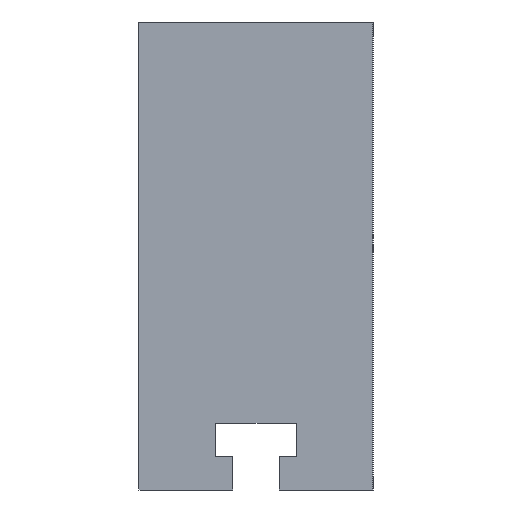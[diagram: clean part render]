
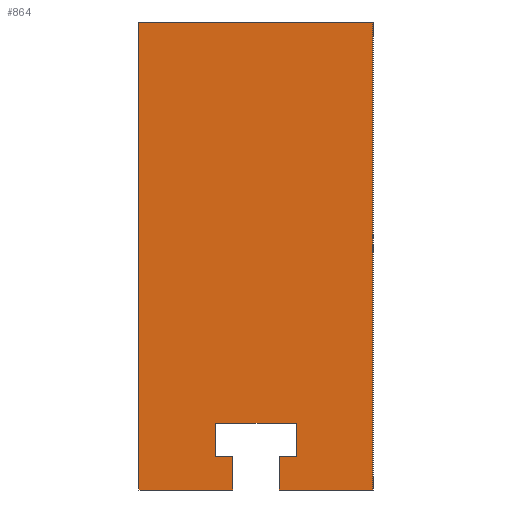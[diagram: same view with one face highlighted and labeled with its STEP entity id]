
A CAD part, left-side view. The second image highlights one B-rep face of the part: STEP entity #864.
In plain terms, the highlighted planar face has unit normal (-1, 0, 0).
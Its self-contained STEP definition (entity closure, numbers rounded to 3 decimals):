
#658=EDGE_CURVE('',#750,#718,#1903,.T.);
#718=VERTEX_POINT('',#1971);
#740=VERTEX_POINT('',#1994);
#750=VERTEX_POINT('',#2005);
#752=VERTEX_POINT('',#2007);
#794=VERTEX_POINT('',#2056);
#864=ADVANCED_FACE('',(#2132),#2133,.T.);
#906=VERTEX_POINT('',#2177);
#942=VERTEX_POINT('',#2214);
#950=EDGE_CURVE('',#794,#1136,#2223,.T.);
#986=EDGE_CURVE('',#752,#942,#2260,.T.);
#1010=EDGE_CURVE('',#1068,#1728,#2287,.T.);
#1068=VERTEX_POINT('',#2346);
#1136=VERTEX_POINT('',#2418);
#1196=EDGE_CURVE('',#740,#1290,#2485,.T.);
#1268=EDGE_CURVE('',#1286,#1068,#2564,.T.);
#1286=VERTEX_POINT('',#2583);
#1290=VERTEX_POINT('',#2587);
#1388=EDGE_CURVE('',#942,#740,#2691,.T.);
#1496=EDGE_CURVE('',#1728,#752,#2811,.T.);
#1552=EDGE_CURVE('',#906,#1286,#2871,.T.);
#1594=EDGE_CURVE('',#718,#906,#2923,.T.);
#1702=EDGE_CURVE('',#1290,#794,#3042,.T.);
#1728=VERTEX_POINT('',#3069);
#1732=EDGE_CURVE('',#750,#1136,#3073,.T.);
#1903=LINE('',#3257,#3258);
#1971=CARTESIAN_POINT('',(-20.,35.0,140.0));
#1994=CARTESIAN_POINT('',(-20.,-12.0,10.0));
#2005=CARTESIAN_POINT('',(-20.,-35.0,140.0));
#2007=CARTESIAN_POINT('',(-20.,12.0,20.0));
#2056=CARTESIAN_POINT('',(-20.,-7.0,0.0));
#2132=FACE_OUTER_BOUND('',#3568,.T.);
#2133=PLANE('',#3569);
#2177=CARTESIAN_POINT('',(-20.,35.0,0.0));
#2214=CARTESIAN_POINT('',(-20.,-12.0,20.0));
#2223=LINE('',#3733,#3734);
#2260=LINE('',#3801,#3802);
#2287=LINE('',#3836,#3837);
#2346=CARTESIAN_POINT('',(-20.,7.0,10.0));
#2418=CARTESIAN_POINT('',(-20.,-35.0,0.0));
#2485=LINE('',#4166,#4167);
#2564=LINE('',#4336,#4337);
#2583=CARTESIAN_POINT('',(-20.,7.0,0.0));
#2587=CARTESIAN_POINT('',(-20.,-7.0,10.0));
#2691=LINE('',#4552,#4553);
#2811=LINE('',#4744,#4745);
#2871=LINE('',#4832,#4833);
#2923=LINE('',#4903,#4904);
#3042=LINE('',#5081,#5082);
#3069=CARTESIAN_POINT('',(-20.,12.0,10.0));
#3073=LINE('',#5123,#5124);
#3257=CARTESIAN_POINT('',(-20.,-35.0,140.0));
#3258=VECTOR('',#5382,1.0);
#3568=EDGE_LOOP('',(#5651,#5652,#5653,#5654,#5655,#5656,#5657,#5658,#5659,#5660,#5661,#5662));
#3569=AXIS2_PLACEMENT_3D('',#5663,#5664,#5665);
#3733=CARTESIAN_POINT('',(-20.,-35.0,0.0));
#3734=VECTOR('',#5721,1.0);
#3801=CARTESIAN_POINT('',(-20.,14.0,20.0));
#3802=VECTOR('',#5738,1.0);
#3836=CARTESIAN_POINT('',(-20.,23.5,10.0));
#3837=VECTOR('',#5772,1.0);
#4166=CARTESIAN_POINT('',(-20.,14.0,10.0));
#4167=VECTOR('',#5930,1.0);
#4336=CARTESIAN_POINT('',(-20.,7.0,40.0));
#4337=VECTOR('',#6010,1.0);
#4552=CARTESIAN_POINT('',(-20.,-12.0,45.0));
#4553=VECTOR('',#6103,1.0);
#4744=CARTESIAN_POINT('',(-20.,12.0,42.5));
#4745=VECTOR('',#6215,1.0);
#4832=CARTESIAN_POINT('',(-20.,-35.0,0.0));
#4833=VECTOR('',#6269,1.0);
#4903=CARTESIAN_POINT('',(-20.,35.0,70.0));
#4904=VECTOR('',#6378,1.0);
#5081=CARTESIAN_POINT('',(-20.,-7.0,35.0));
#5082=VECTOR('',#6509,1.0);
#5123=CARTESIAN_POINT('',(-20.,-35.0,70.0));
#5124=VECTOR('',#6525,1.0);
#5382=DIRECTION('',(0.0,1.0,0.0));
#5651=ORIENTED_EDGE('',*,*,#1388,.T.);
#5652=ORIENTED_EDGE('',*,*,#1196,.T.);
#5653=ORIENTED_EDGE('',*,*,#1702,.T.);
#5654=ORIENTED_EDGE('',*,*,#950,.T.);
#5655=ORIENTED_EDGE('',*,*,#1732,.F.);
#5656=ORIENTED_EDGE('',*,*,#658,.T.);
#5657=ORIENTED_EDGE('',*,*,#1594,.T.);
#5658=ORIENTED_EDGE('',*,*,#1552,.T.);
#5659=ORIENTED_EDGE('',*,*,#1268,.T.);
#5660=ORIENTED_EDGE('',*,*,#1010,.T.);
#5661=ORIENTED_EDGE('',*,*,#1496,.T.);
#5662=ORIENTED_EDGE('',*,*,#986,.T.);
#5663=CARTESIAN_POINT('',(-20.,35.0,70.0));
#5664=DIRECTION('',(-1.0,0.0,0.0));
#5665=DIRECTION('',(0.0,0.0,-1.0));
#5721=DIRECTION('',(0.0,-1.0,0.0));
#5738=DIRECTION('',(0.0,-1.0,0.0));
#5772=DIRECTION('',(0.0,1.0,0.0));
#5930=DIRECTION('',(0.0,1.0,0.0));
#6010=DIRECTION('',(0.0,0.0,1.0));
#6103=DIRECTION('',(0.0,0.0,-1.0));
#6215=DIRECTION('',(0.0,0.0,1.0));
#6269=DIRECTION('',(0.0,-1.0,0.0));
#6378=DIRECTION('',(0.0,0.0,-1.0));
#6509=DIRECTION('',(0.0,0.0,-1.0));
#6525=DIRECTION('',(0.0,0.0,-1.0));
